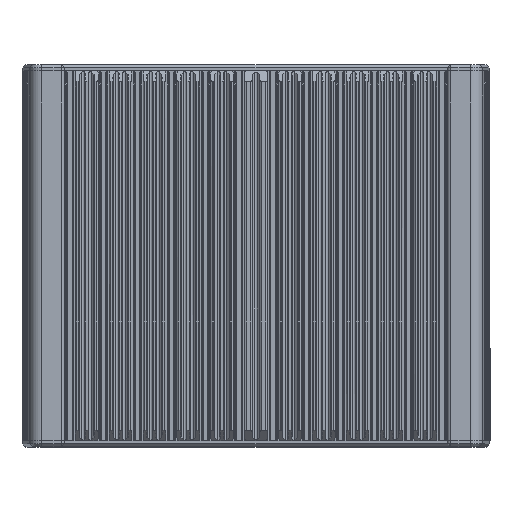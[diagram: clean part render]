
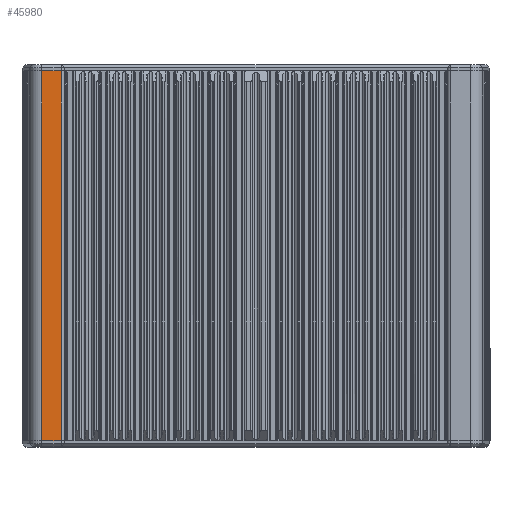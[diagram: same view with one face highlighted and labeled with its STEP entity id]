
A CAD part, top view. The second image highlights one B-rep face of the part: STEP entity #45980.
In plain terms, the highlighted face is planar.
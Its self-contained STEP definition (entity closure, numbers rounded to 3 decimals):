
#3264=FACE_OUTER_BOUND('',#5787,.T.);
#5787=EDGE_LOOP('',(#35077,#35078,#35079,#35080));
#11625=LINE('',#71911,#14895);
#11889=LINE('',#77224,#15159);
#12254=LINE('',#78857,#15524);
#12255=LINE('',#78859,#15525);
#14895=VECTOR('',#55421,6.536);
#15159=VECTOR('',#60441,6.536);
#15524=VECTOR('',#62088,122.5);
#15525=VECTOR('',#62091,122.5);
#18456=VERTEX_POINT('',#71908);
#18457=VERTEX_POINT('',#71910);
#21091=VERTEX_POINT('',#77221);
#21092=VERTEX_POINT('',#77223);
#23356=EDGE_CURVE('',#18456,#18457,#11625,.T.);
#25996=EDGE_CURVE('',#21092,#21091,#11889,.T.);
#26684=EDGE_CURVE('',#18456,#21092,#12254,.T.);
#26685=EDGE_CURVE('',#21091,#18457,#12255,.T.);
#35077=ORIENTED_EDGE('',*,*,#25996,.T.);
#35078=ORIENTED_EDGE('',*,*,#26685,.T.);
#35079=ORIENTED_EDGE('',*,*,#23356,.F.);
#35080=ORIENTED_EDGE('',*,*,#26684,.T.);
#45193=PLANE('',#51520);
#45980=ADVANCED_FACE('',(#3264),#45193,.T.);
#51520=AXIS2_PLACEMENT_3D('',#78858,#62089,#62090);
#55421=DIRECTION('',(1.,0.,0.));
#60441=DIRECTION('',(1.,0.,0.));
#62088=DIRECTION('',(0.,1.,0.));
#62089=DIRECTION('center_axis',(0.,0.,-1.));
#62090=DIRECTION('ref_axis',(-1.,0.,0.));
#62091=DIRECTION('',(0.,-1.,0.));
#71908=CARTESIAN_POINT('',(-71.019,0.,-19.));
#71910=CARTESIAN_POINT('',(-64.483,0.,-19.));
#71911=CARTESIAN_POINT('',(-71.019,0.,-19.));
#77221=CARTESIAN_POINT('',(-64.483,122.5,-19.));
#77223=CARTESIAN_POINT('',(-71.019,122.5,-19.));
#77224=CARTESIAN_POINT('',(-71.019,122.5,-19.));
#78857=CARTESIAN_POINT('',(-71.019,0.,-19.));
#78858=CARTESIAN_POINT('Origin',(-64.483,0.,-19.));
#78859=CARTESIAN_POINT('',(-64.483,122.5,-19.));
